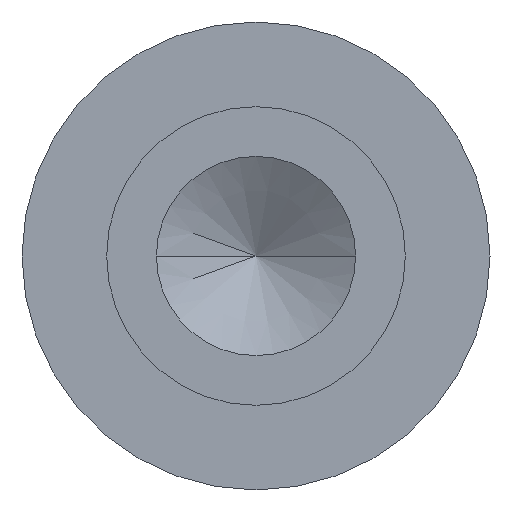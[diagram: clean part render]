
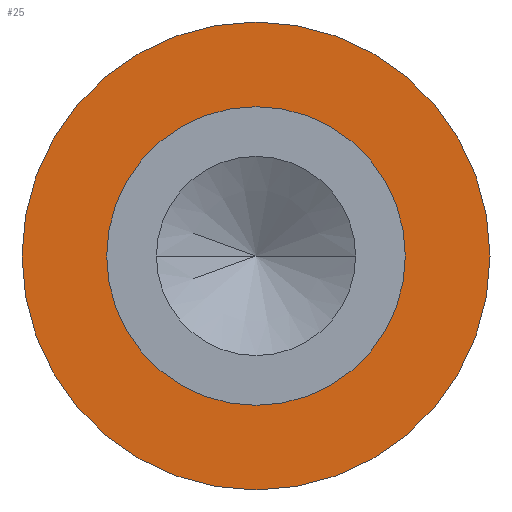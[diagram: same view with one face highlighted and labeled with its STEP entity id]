
A CAD part, front view. The second image highlights one B-rep face of the part: STEP entity #25.
In plain terms, the highlighted planar face has unit normal (0, -1, 0).
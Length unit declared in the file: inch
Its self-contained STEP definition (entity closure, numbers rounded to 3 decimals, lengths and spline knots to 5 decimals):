
#2 = ORIENTED_EDGE ( 'NONE', *, *, #237, .T. ) ;
#3 = ORIENTED_EDGE ( 'NONE', *, *, #24, .T. ) ;
#4 = EDGE_LOOP ( 'NONE', ( #7, #8 ) ) ;
#7 = ORIENTED_EDGE ( 'NONE', *, *, #153, .F. ) ;
#8 = ORIENTED_EDGE ( 'NONE', *, *, #9, .F. ) ;
#9 = EDGE_CURVE ( 'NONE', #209, #208, #159, .T. ) ;
#24 = EDGE_CURVE ( 'NONE', #235, #238, #356, .T. ) ;
#25 = ADVANCED_FACE ( 'NONE', ( #357, #351 ), #350, .T. ) ;
#26 = EDGE_LOOP ( 'NONE', ( #2, #3 ) ) ;
#153 = EDGE_CURVE ( 'NONE', #208, #209, #411, .T. ) ;
#155 = DIRECTION ( 'NONE',  ( 1., 0., 0. ) ) ;
#156 = DIRECTION ( 'NONE',  ( 0., -1., 0. ) ) ;
#157 = CARTESIAN_POINT ( 'NONE',  ( 0., 0.094, 0. ) ) ;
#158 = AXIS2_PLACEMENT_3D ( 'NONE', #157, #156, #155 ) ;
#159 = CIRCLE ( 'NONE', #158, 0.03 ) ;
#208 = VERTEX_POINT ( 'NONE', #453 ) ;
#209 = VERTEX_POINT ( 'NONE', #452 ) ;
#235 = VERTEX_POINT ( 'NONE', #451 ) ;
#237 = EDGE_CURVE ( 'NONE', #238, #235, #450, .T. ) ;
#238 = VERTEX_POINT ( 'NONE', #445 ) ;
#345 = DIRECTION ( 'NONE',  ( 1., 0., 0. ) ) ;
#346 = DIRECTION ( 'NONE',  ( 0., -1., 0. ) ) ;
#347 = CARTESIAN_POINT ( 'NONE',  ( 0.03, 0.094, 0. ) ) ;
#348 = AXIS2_PLACEMENT_3D ( 'NONE', #347, #346, #345 ) ;
#350 = PLANE ( 'NONE',  #348 ) ;
#351 = FACE_BOUND ( 'NONE', #4, .T. ) ;
#352 = DIRECTION ( 'NONE',  ( 1., 0., 0. ) ) ;
#353 = DIRECTION ( 'NONE',  ( 0., -1., 0. ) ) ;
#354 = CARTESIAN_POINT ( 'NONE',  ( 0., 0.094, 0. ) ) ;
#355 = AXIS2_PLACEMENT_3D ( 'NONE', #354, #353, #352 ) ;
#356 = CIRCLE ( 'NONE', #355, 0.047 ) ;
#357 = FACE_OUTER_BOUND ( 'NONE', #26, .T. ) ;
#407 = DIRECTION ( 'NONE',  ( 1., 0., 0. ) ) ;
#408 = DIRECTION ( 'NONE',  ( 0., -1., 0. ) ) ;
#409 = CARTESIAN_POINT ( 'NONE',  ( 0., 0.094, 0. ) ) ;
#410 = AXIS2_PLACEMENT_3D ( 'NONE', #409, #408, #407 ) ;
#411 = CIRCLE ( 'NONE', #410, 0.03 ) ;
#445 = CARTESIAN_POINT ( 'NONE',  ( 0.047, 0.094, 0. ) ) ;
#446 = DIRECTION ( 'NONE',  ( 1., 0., 0. ) ) ;
#447 = DIRECTION ( 'NONE',  ( 0., -1., 0. ) ) ;
#448 = CARTESIAN_POINT ( 'NONE',  ( 0., 0.094, 0. ) ) ;
#449 = AXIS2_PLACEMENT_3D ( 'NONE', #448, #447, #446 ) ;
#450 = CIRCLE ( 'NONE', #449, 0.047 ) ;
#451 = CARTESIAN_POINT ( 'NONE',  ( -0.047, 0.094, 0. ) ) ;
#452 = CARTESIAN_POINT ( 'NONE',  ( -0.03, 0.094, 0. ) ) ;
#453 = CARTESIAN_POINT ( 'NONE',  ( 0.03, 0.094, 0. ) ) ;
